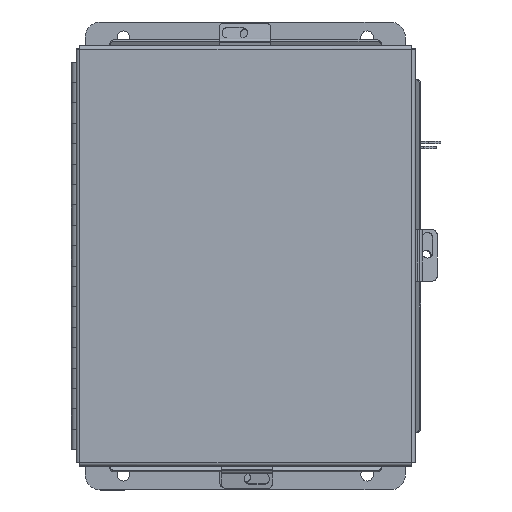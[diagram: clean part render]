
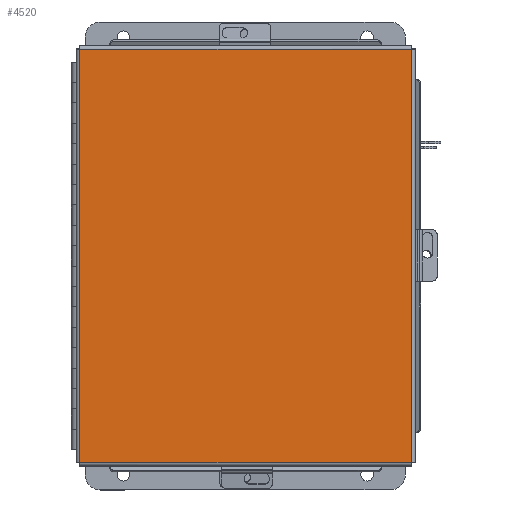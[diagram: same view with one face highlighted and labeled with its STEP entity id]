
A CAD part, top view. The second image highlights one B-rep face of the part: STEP entity #4520.
In plain terms, the highlighted face is planar.
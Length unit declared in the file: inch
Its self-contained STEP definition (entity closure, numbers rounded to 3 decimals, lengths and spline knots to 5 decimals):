
#198 = ORIENTED_EDGE ( 'NONE', *, *, #4137, .T. ) ;
#1732 = CARTESIAN_POINT ( 'NONE',  ( 4.06855, 5.07448, -0.0747 ) ) ;
#1738 = LINE ( 'NONE', #2885, #14505 ) ;
#1945 = LINE ( 'NONE', #14922, #10995 ) ;
#2179 = VERTEX_POINT ( 'NONE', #9958 ) ;
#2885 = CARTESIAN_POINT ( 'NONE',  ( -4.07448, 5.06855, -0.0747 ) ) ;
#3174 = CARTESIAN_POINT ( 'NONE',  ( 4.06855, -5.06855, -0.0747 ) ) ;
#3263 = VERTEX_POINT ( 'NONE', #3503 ) ;
#3503 = CARTESIAN_POINT ( 'NONE',  ( 4.06855, 5.06855, -0.0747 ) ) ;
#4137 = EDGE_CURVE ( 'NONE', #2179, #13808, #1945, .T. ) ;
#4155 = VECTOR ( 'NONE', #4373, 39.37008 ) ;
#4373 = DIRECTION ( 'NONE',  ( 0., -1., 0. ) ) ;
#4520 = ADVANCED_FACE ( 'NONE', ( #12558 ), #9218, .T. ) ;
#4770 = LINE ( 'NONE', #10572, #13667 ) ;
#5162 = AXIS2_PLACEMENT_3D ( 'NONE', #8242, #8178, #8081 ) ;
#5953 = ORIENTED_EDGE ( 'NONE', *, *, #13038, .T. ) ;
#7349 = CARTESIAN_POINT ( 'NONE',  ( -4.06855, 5.06855, -0.0747 ) ) ;
#7652 = LINE ( 'NONE', #1732, #4155 ) ;
#7791 = VERTEX_POINT ( 'NONE', #3174 ) ;
#8081 = DIRECTION ( 'NONE',  ( -1., 0., 0. ) ) ;
#8178 = DIRECTION ( 'NONE',  ( 0., 0., -1. ) ) ;
#8242 = CARTESIAN_POINT ( 'NONE',  ( 0., 0., -0.0747 ) ) ;
#9218 = PLANE ( 'NONE',  #5162 ) ;
#9958 = CARTESIAN_POINT ( 'NONE',  ( -4.06855, -5.06855, -0.0747 ) ) ;
#10111 = ORIENTED_EDGE ( 'NONE', *, *, #16149, .T. ) ;
#10572 = CARTESIAN_POINT ( 'NONE',  ( 4.07448, -5.06855, -0.0747 ) ) ;
#10983 = EDGE_LOOP ( 'NONE', ( #5953, #14421, #10111, #198 ) ) ;
#10995 = VECTOR ( 'NONE', #14833, 39.37008 ) ;
#12558 = FACE_OUTER_BOUND ( 'NONE', #10983, .T. ) ;
#13038 = EDGE_CURVE ( 'NONE', #13808, #3263, #1738, .T. ) ;
#13083 = DIRECTION ( 'NONE',  ( 1., 0., 0. ) ) ;
#13667 = VECTOR ( 'NONE', #15579, 39.37008 ) ;
#13808 = VERTEX_POINT ( 'NONE', #7349 ) ;
#14238 = EDGE_CURVE ( 'NONE', #3263, #7791, #7652, .T. ) ;
#14421 = ORIENTED_EDGE ( 'NONE', *, *, #14238, .T. ) ;
#14505 = VECTOR ( 'NONE', #13083, 39.37008 ) ;
#14833 = DIRECTION ( 'NONE',  ( 0., 1., 0. ) ) ;
#14922 = CARTESIAN_POINT ( 'NONE',  ( -4.06855, -5.07448, -0.0747 ) ) ;
#15579 = DIRECTION ( 'NONE',  ( -1., 0., 0. ) ) ;
#16149 = EDGE_CURVE ( 'NONE', #7791, #2179, #4770, .T. ) ;
